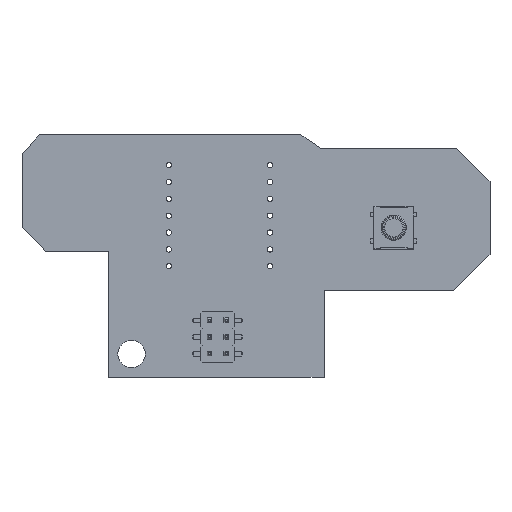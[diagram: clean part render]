
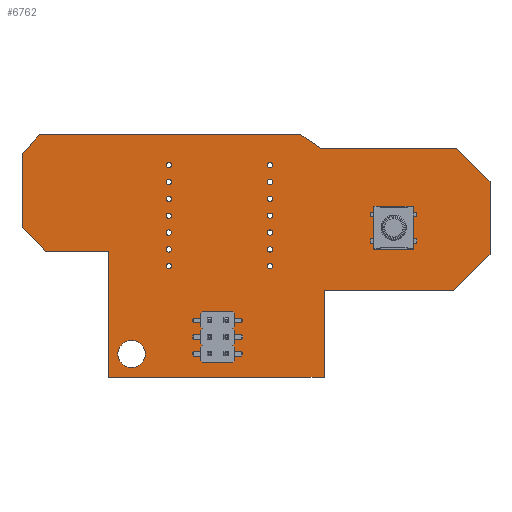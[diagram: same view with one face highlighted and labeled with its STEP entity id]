
A CAD part, top view. The second image highlights one B-rep face of the part: STEP entity #6762.
In plain terms, the highlighted planar face has unit normal (0, 0, 1).
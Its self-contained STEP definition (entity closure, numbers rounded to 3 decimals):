
#6405 = VERTEX_POINT('',#6406);
#6406 = CARTESIAN_POINT('',(71.,-42.5,1.51));
#6412 = EDGE_CURVE('',#6405,#6413,#6415,.T.);
#6413 = VERTEX_POINT('',#6414);
#6414 = CARTESIAN_POINT('',(91.5,-42.5,1.51));
#6415 = LINE('',#6416,#6417);
#6416 = CARTESIAN_POINT('',(71.,-42.5,1.51));
#6417 = VECTOR('',#6418,1.);
#6418 = DIRECTION('',(1.,0.,0.));
#6445 = VERTEX_POINT('',#6446);
#6446 = CARTESIAN_POINT('',(68.,-40.5,1.51));
#6452 = EDGE_CURVE('',#6445,#6405,#6453,.T.);
#6453 = LINE('',#6454,#6455);
#6454 = CARTESIAN_POINT('',(68.,-40.5,1.51));
#6455 = VECTOR('',#6456,1.);
#6456 = DIRECTION('',(0.832,-0.555,0.));
#6474 = EDGE_CURVE('',#6413,#6475,#6477,.T.);
#6475 = VERTEX_POINT('',#6476);
#6476 = CARTESIAN_POINT('',(96.5,-47.5,1.51));
#6477 = LINE('',#6478,#6479);
#6478 = CARTESIAN_POINT('',(91.5,-42.5,1.51));
#6479 = VECTOR('',#6480,1.);
#6480 = DIRECTION('',(0.707,-0.707,0.));
#6762 = ADVANCED_FACE('',(#6763,#6854,#6865,#6876,#6887,#6898,#6909,
    #6920,#6931,#6942,#6953,#6964,#6975,#6986,#6997,#7008),#7019,.T.);
#6763 = FACE_BOUND('',#6764,.T.);
#6764 = EDGE_LOOP('',(#6765,#6766,#6767,#6775,#6783,#6791,#6799,#6807,
    #6815,#6823,#6831,#6839,#6847,#6853));
#6765 = ORIENTED_EDGE('',*,*,#6412,.F.);
#6766 = ORIENTED_EDGE('',*,*,#6452,.F.);
#6767 = ORIENTED_EDGE('',*,*,#6768,.F.);
#6768 = EDGE_CURVE('',#6769,#6445,#6771,.T.);
#6769 = VERTEX_POINT('',#6770);
#6770 = CARTESIAN_POINT('',(28.571,-40.5,1.51));
#6771 = LINE('',#6772,#6773);
#6772 = CARTESIAN_POINT('',(28.571,-40.5,1.51));
#6773 = VECTOR('',#6774,1.);
#6774 = DIRECTION('',(1.,0.,0.));
#6775 = ORIENTED_EDGE('',*,*,#6776,.F.);
#6776 = EDGE_CURVE('',#6777,#6769,#6779,.T.);
#6777 = VERTEX_POINT('',#6778);
#6778 = CARTESIAN_POINT('',(26.,-43.5,1.51));
#6779 = LINE('',#6780,#6781);
#6780 = CARTESIAN_POINT('',(26.,-43.5,1.51));
#6781 = VECTOR('',#6782,1.);
#6782 = DIRECTION('',(0.651,0.759,0.));
#6783 = ORIENTED_EDGE('',*,*,#6784,.F.);
#6784 = EDGE_CURVE('',#6785,#6777,#6787,.T.);
#6785 = VERTEX_POINT('',#6786);
#6786 = CARTESIAN_POINT('',(26.,-54.5,1.51));
#6787 = LINE('',#6788,#6789);
#6788 = CARTESIAN_POINT('',(26.,-54.5,1.51));
#6789 = VECTOR('',#6790,1.);
#6790 = DIRECTION('',(0.,1.,0.));
#6791 = ORIENTED_EDGE('',*,*,#6792,.F.);
#6792 = EDGE_CURVE('',#6793,#6785,#6795,.T.);
#6793 = VERTEX_POINT('',#6794);
#6794 = CARTESIAN_POINT('',(29.5,-58.,1.51));
#6795 = LINE('',#6796,#6797);
#6796 = CARTESIAN_POINT('',(29.5,-58.,1.51));
#6797 = VECTOR('',#6798,1.);
#6798 = DIRECTION('',(-0.707,0.707,0.));
#6799 = ORIENTED_EDGE('',*,*,#6800,.F.);
#6800 = EDGE_CURVE('',#6801,#6793,#6803,.T.);
#6801 = VERTEX_POINT('',#6802);
#6802 = CARTESIAN_POINT('',(39.,-58.,1.51));
#6803 = LINE('',#6804,#6805);
#6804 = CARTESIAN_POINT('',(39.,-58.,1.51));
#6805 = VECTOR('',#6806,1.);
#6806 = DIRECTION('',(-1.,0.,0.));
#6807 = ORIENTED_EDGE('',*,*,#6808,.F.);
#6808 = EDGE_CURVE('',#6809,#6801,#6811,.T.);
#6809 = VERTEX_POINT('',#6810);
#6810 = CARTESIAN_POINT('',(39.,-77.,1.51));
#6811 = LINE('',#6812,#6813);
#6812 = CARTESIAN_POINT('',(39.,-77.,1.51));
#6813 = VECTOR('',#6814,1.);
#6814 = DIRECTION('',(0.,1.,0.));
#6815 = ORIENTED_EDGE('',*,*,#6816,.F.);
#6816 = EDGE_CURVE('',#6817,#6809,#6819,.T.);
#6817 = VERTEX_POINT('',#6818);
#6818 = CARTESIAN_POINT('',(71.5,-77.,1.51));
#6819 = LINE('',#6820,#6821);
#6820 = CARTESIAN_POINT('',(71.5,-77.,1.51));
#6821 = VECTOR('',#6822,1.);
#6822 = DIRECTION('',(-1.,0.,0.));
#6823 = ORIENTED_EDGE('',*,*,#6824,.F.);
#6824 = EDGE_CURVE('',#6825,#6817,#6827,.T.);
#6825 = VERTEX_POINT('',#6826);
#6826 = CARTESIAN_POINT('',(71.5,-64.,1.51));
#6827 = LINE('',#6828,#6829);
#6828 = CARTESIAN_POINT('',(71.5,-64.,1.51));
#6829 = VECTOR('',#6830,1.);
#6830 = DIRECTION('',(0.,-1.,0.));
#6831 = ORIENTED_EDGE('',*,*,#6832,.F.);
#6832 = EDGE_CURVE('',#6833,#6825,#6835,.T.);
#6833 = VERTEX_POINT('',#6834);
#6834 = CARTESIAN_POINT('',(91.,-64.,1.51));
#6835 = LINE('',#6836,#6837);
#6836 = CARTESIAN_POINT('',(91.,-64.,1.51));
#6837 = VECTOR('',#6838,1.);
#6838 = DIRECTION('',(-1.,0.,0.));
#6839 = ORIENTED_EDGE('',*,*,#6840,.F.);
#6840 = EDGE_CURVE('',#6841,#6833,#6843,.T.);
#6841 = VERTEX_POINT('',#6842);
#6842 = CARTESIAN_POINT('',(96.5,-58.5,1.51));
#6843 = LINE('',#6844,#6845);
#6844 = CARTESIAN_POINT('',(96.5,-58.5,1.51));
#6845 = VECTOR('',#6846,1.);
#6846 = DIRECTION('',(-0.707,-0.707,0.));
#6847 = ORIENTED_EDGE('',*,*,#6848,.F.);
#6848 = EDGE_CURVE('',#6475,#6841,#6849,.T.);
#6849 = LINE('',#6850,#6851);
#6850 = CARTESIAN_POINT('',(96.5,-47.5,1.51));
#6851 = VECTOR('',#6852,1.);
#6852 = DIRECTION('',(0.,-1.,0.));
#6853 = ORIENTED_EDGE('',*,*,#6474,.F.);
#6854 = FACE_BOUND('',#6855,.T.);
#6855 = EDGE_LOOP('',(#6856));
#6856 = ORIENTED_EDGE('',*,*,#6857,.F.);
#6857 = EDGE_CURVE('',#6858,#6858,#6860,.T.);
#6858 = VERTEX_POINT('',#6859);
#6859 = CARTESIAN_POINT('',(44.562,-73.5,1.51));
#6860 = CIRCLE('',#6861,2.062);
#6861 = AXIS2_PLACEMENT_3D('',#6862,#6863,#6864);
#6862 = CARTESIAN_POINT('',(42.5,-73.5,1.51));
#6863 = DIRECTION('',(0.,0.,1.));
#6864 = DIRECTION('',(1.,0.,-0.));
#6865 = FACE_BOUND('',#6866,.T.);
#6866 = EDGE_LOOP('',(#6867));
#6867 = ORIENTED_EDGE('',*,*,#6868,.T.);
#6868 = EDGE_CURVE('',#6869,#6869,#6871,.T.);
#6869 = VERTEX_POINT('',#6870);
#6870 = CARTESIAN_POINT('',(48.125,-60.7,1.51));
#6871 = CIRCLE('',#6872,0.4);
#6872 = AXIS2_PLACEMENT_3D('',#6873,#6874,#6875);
#6873 = CARTESIAN_POINT('',(48.125,-60.3,1.51));
#6874 = DIRECTION('',(-0.,0.,-1.));
#6875 = DIRECTION('',(-0.,-1.,0.));
#6876 = FACE_BOUND('',#6877,.T.);
#6877 = EDGE_LOOP('',(#6878));
#6878 = ORIENTED_EDGE('',*,*,#6879,.T.);
#6879 = EDGE_CURVE('',#6880,#6880,#6882,.T.);
#6880 = VERTEX_POINT('',#6881);
#6881 = CARTESIAN_POINT('',(63.36,-60.7,1.51));
#6882 = CIRCLE('',#6883,0.4);
#6883 = AXIS2_PLACEMENT_3D('',#6884,#6885,#6886);
#6884 = CARTESIAN_POINT('',(63.36,-60.3,1.51));
#6885 = DIRECTION('',(-0.,0.,-1.));
#6886 = DIRECTION('',(-0.,-1.,0.));
#6887 = FACE_BOUND('',#6888,.T.);
#6888 = EDGE_LOOP('',(#6889));
#6889 = ORIENTED_EDGE('',*,*,#6890,.T.);
#6890 = EDGE_CURVE('',#6891,#6891,#6893,.T.);
#6891 = VERTEX_POINT('',#6892);
#6892 = CARTESIAN_POINT('',(48.125,-58.16,1.51));
#6893 = CIRCLE('',#6894,0.4);
#6894 = AXIS2_PLACEMENT_3D('',#6895,#6896,#6897);
#6895 = CARTESIAN_POINT('',(48.125,-57.76,1.51));
#6896 = DIRECTION('',(-0.,0.,-1.));
#6897 = DIRECTION('',(-0.,-1.,0.));
#6898 = FACE_BOUND('',#6899,.T.);
#6899 = EDGE_LOOP('',(#6900));
#6900 = ORIENTED_EDGE('',*,*,#6901,.T.);
#6901 = EDGE_CURVE('',#6902,#6902,#6904,.T.);
#6902 = VERTEX_POINT('',#6903);
#6903 = CARTESIAN_POINT('',(48.125,-55.62,1.51));
#6904 = CIRCLE('',#6905,0.4);
#6905 = AXIS2_PLACEMENT_3D('',#6906,#6907,#6908);
#6906 = CARTESIAN_POINT('',(48.125,-55.22,1.51));
#6907 = DIRECTION('',(-0.,0.,-1.));
#6908 = DIRECTION('',(-0.,-1.,0.));
#6909 = FACE_BOUND('',#6910,.T.);
#6910 = EDGE_LOOP('',(#6911));
#6911 = ORIENTED_EDGE('',*,*,#6912,.T.);
#6912 = EDGE_CURVE('',#6913,#6913,#6915,.T.);
#6913 = VERTEX_POINT('',#6914);
#6914 = CARTESIAN_POINT('',(48.125,-53.08,1.51));
#6915 = CIRCLE('',#6916,0.4);
#6916 = AXIS2_PLACEMENT_3D('',#6917,#6918,#6919);
#6917 = CARTESIAN_POINT('',(48.125,-52.68,1.51));
#6918 = DIRECTION('',(-0.,0.,-1.));
#6919 = DIRECTION('',(-0.,-1.,0.));
#6920 = FACE_BOUND('',#6921,.T.);
#6921 = EDGE_LOOP('',(#6922));
#6922 = ORIENTED_EDGE('',*,*,#6923,.T.);
#6923 = EDGE_CURVE('',#6924,#6924,#6926,.T.);
#6924 = VERTEX_POINT('',#6925);
#6925 = CARTESIAN_POINT('',(48.125,-50.54,1.51));
#6926 = CIRCLE('',#6927,0.4);
#6927 = AXIS2_PLACEMENT_3D('',#6928,#6929,#6930);
#6928 = CARTESIAN_POINT('',(48.125,-50.14,1.51));
#6929 = DIRECTION('',(-0.,0.,-1.));
#6930 = DIRECTION('',(-0.,-1.,0.));
#6931 = FACE_BOUND('',#6932,.T.);
#6932 = EDGE_LOOP('',(#6933));
#6933 = ORIENTED_EDGE('',*,*,#6934,.T.);
#6934 = EDGE_CURVE('',#6935,#6935,#6937,.T.);
#6935 = VERTEX_POINT('',#6936);
#6936 = CARTESIAN_POINT('',(48.125,-48.,1.51));
#6937 = CIRCLE('',#6938,0.4);
#6938 = AXIS2_PLACEMENT_3D('',#6939,#6940,#6941);
#6939 = CARTESIAN_POINT('',(48.125,-47.6,1.51));
#6940 = DIRECTION('',(-0.,0.,-1.));
#6941 = DIRECTION('',(-0.,-1.,0.));
#6942 = FACE_BOUND('',#6943,.T.);
#6943 = EDGE_LOOP('',(#6944));
#6944 = ORIENTED_EDGE('',*,*,#6945,.T.);
#6945 = EDGE_CURVE('',#6946,#6946,#6948,.T.);
#6946 = VERTEX_POINT('',#6947);
#6947 = CARTESIAN_POINT('',(48.125,-45.46,1.51));
#6948 = CIRCLE('',#6949,0.4);
#6949 = AXIS2_PLACEMENT_3D('',#6950,#6951,#6952);
#6950 = CARTESIAN_POINT('',(48.125,-45.06,1.51));
#6951 = DIRECTION('',(-0.,0.,-1.));
#6952 = DIRECTION('',(-0.,-1.,0.));
#6953 = FACE_BOUND('',#6954,.T.);
#6954 = EDGE_LOOP('',(#6955));
#6955 = ORIENTED_EDGE('',*,*,#6956,.T.);
#6956 = EDGE_CURVE('',#6957,#6957,#6959,.T.);
#6957 = VERTEX_POINT('',#6958);
#6958 = CARTESIAN_POINT('',(63.36,-58.16,1.51));
#6959 = CIRCLE('',#6960,0.4);
#6960 = AXIS2_PLACEMENT_3D('',#6961,#6962,#6963);
#6961 = CARTESIAN_POINT('',(63.36,-57.76,1.51));
#6962 = DIRECTION('',(-0.,0.,-1.));
#6963 = DIRECTION('',(-0.,-1.,0.));
#6964 = FACE_BOUND('',#6965,.T.);
#6965 = EDGE_LOOP('',(#6966));
#6966 = ORIENTED_EDGE('',*,*,#6967,.T.);
#6967 = EDGE_CURVE('',#6968,#6968,#6970,.T.);
#6968 = VERTEX_POINT('',#6969);
#6969 = CARTESIAN_POINT('',(63.36,-55.62,1.51));
#6970 = CIRCLE('',#6971,0.4);
#6971 = AXIS2_PLACEMENT_3D('',#6972,#6973,#6974);
#6972 = CARTESIAN_POINT('',(63.36,-55.22,1.51));
#6973 = DIRECTION('',(-0.,0.,-1.));
#6974 = DIRECTION('',(-0.,-1.,0.));
#6975 = FACE_BOUND('',#6976,.T.);
#6976 = EDGE_LOOP('',(#6977));
#6977 = ORIENTED_EDGE('',*,*,#6978,.T.);
#6978 = EDGE_CURVE('',#6979,#6979,#6981,.T.);
#6979 = VERTEX_POINT('',#6980);
#6980 = CARTESIAN_POINT('',(63.36,-53.08,1.51));
#6981 = CIRCLE('',#6982,0.4);
#6982 = AXIS2_PLACEMENT_3D('',#6983,#6984,#6985);
#6983 = CARTESIAN_POINT('',(63.36,-52.68,1.51));
#6984 = DIRECTION('',(-0.,0.,-1.));
#6985 = DIRECTION('',(-0.,-1.,0.));
#6986 = FACE_BOUND('',#6987,.T.);
#6987 = EDGE_LOOP('',(#6988));
#6988 = ORIENTED_EDGE('',*,*,#6989,.T.);
#6989 = EDGE_CURVE('',#6990,#6990,#6992,.T.);
#6990 = VERTEX_POINT('',#6991);
#6991 = CARTESIAN_POINT('',(63.36,-50.54,1.51));
#6992 = CIRCLE('',#6993,0.4);
#6993 = AXIS2_PLACEMENT_3D('',#6994,#6995,#6996);
#6994 = CARTESIAN_POINT('',(63.36,-50.14,1.51));
#6995 = DIRECTION('',(-0.,0.,-1.));
#6996 = DIRECTION('',(-0.,-1.,0.));
#6997 = FACE_BOUND('',#6998,.T.);
#6998 = EDGE_LOOP('',(#6999));
#6999 = ORIENTED_EDGE('',*,*,#7000,.T.);
#7000 = EDGE_CURVE('',#7001,#7001,#7003,.T.);
#7001 = VERTEX_POINT('',#7002);
#7002 = CARTESIAN_POINT('',(63.36,-48.,1.51));
#7003 = CIRCLE('',#7004,0.4);
#7004 = AXIS2_PLACEMENT_3D('',#7005,#7006,#7007);
#7005 = CARTESIAN_POINT('',(63.36,-47.6,1.51));
#7006 = DIRECTION('',(-0.,0.,-1.));
#7007 = DIRECTION('',(-0.,-1.,0.));
#7008 = FACE_BOUND('',#7009,.T.);
#7009 = EDGE_LOOP('',(#7010));
#7010 = ORIENTED_EDGE('',*,*,#7011,.T.);
#7011 = EDGE_CURVE('',#7012,#7012,#7014,.T.);
#7012 = VERTEX_POINT('',#7013);
#7013 = CARTESIAN_POINT('',(63.36,-45.46,1.51));
#7014 = CIRCLE('',#7015,0.4);
#7015 = AXIS2_PLACEMENT_3D('',#7016,#7017,#7018);
#7016 = CARTESIAN_POINT('',(63.36,-45.06,1.51));
#7017 = DIRECTION('',(-0.,0.,-1.));
#7018 = DIRECTION('',(-0.,-1.,0.));
#7019 = PLANE('',#7020);
#7020 = AXIS2_PLACEMENT_3D('',#7021,#7022,#7023);
#7021 = CARTESIAN_POINT('',(0.,0.,1.51));
#7022 = DIRECTION('',(0.,0.,1.));
#7023 = DIRECTION('',(1.,0.,-0.));
